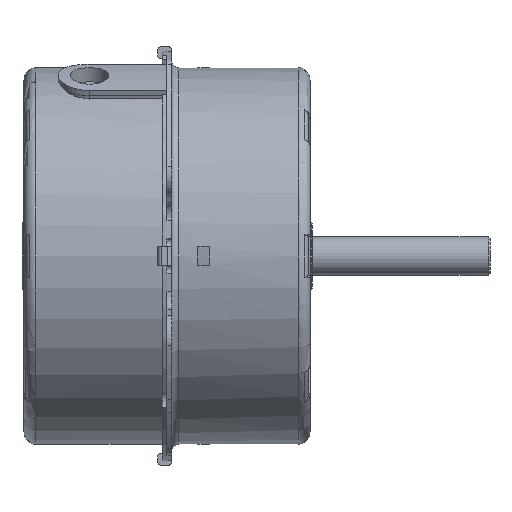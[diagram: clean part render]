
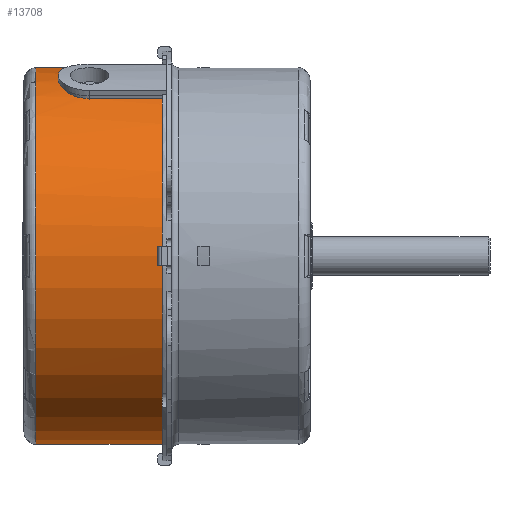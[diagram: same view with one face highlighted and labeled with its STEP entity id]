
A CAD part, front view. The second image highlights one B-rep face of the part: STEP entity #13708.
In plain terms, the highlighted cylindrical face has radius 48.7 mm (diameter 97.4 mm), a full revolution.
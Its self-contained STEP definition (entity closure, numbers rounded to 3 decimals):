
#623=CARTESIAN_POINT('',(37.481,-26.712,40.721));
#624=VERTEX_POINT('',#623);
#631=CARTESIAN_POINT('',(37.481,-29.041,39.093));
#632=VERTEX_POINT('',#631);
#633=CARTESIAN_POINT('',(37.481,0.,0.0));
#634=DIRECTION('',(-1.0,0.0,0.0));
#635=DIRECTION('',(0.0,-1.0,0.0));
#636=AXIS2_PLACEMENT_3D('',#633,#634,#635);
#637=CIRCLE('',#636,48.7);
#638=EDGE_CURVE('',#632,#624,#637,.T.);
#760=CARTESIAN_POINT('',(37.481,-11.28,47.376));
#761=VERTEX_POINT('',#760);
#769=CARTESIAN_POINT('',(37.481,-14.024,46.637));
#770=VERTEX_POINT('',#769);
#771=CARTESIAN_POINT('',(37.481,0.,0.0));
#772=DIRECTION('',(-1.0,0.0,0.0));
#773=DIRECTION('',(0.0,-1.0,0.0));
#774=AXIS2_PLACEMENT_3D('',#771,#772,#773);
#775=CIRCLE('',#774,48.7);
#776=EDGE_CURVE('',#770,#761,#775,.T.);
#9303=CARTESIAN_POINT('',(36.281,-29.041,39.093));
#9304=VERTEX_POINT('',#9303);
#9312=CARTESIAN_POINT('',(36.281,-11.28,47.376));
#9313=VERTEX_POINT('',#9312);
#9314=CARTESIAN_POINT('',(36.281,0.,0.0));
#9315=DIRECTION('',(-1.0,0.0,0.0));
#9316=DIRECTION('',(0.0,-1.0,0.0));
#9317=AXIS2_PLACEMENT_3D('',#9314,#9315,#9316);
#9318=CIRCLE('',#9317,48.7);
#9319=EDGE_CURVE('',#9313,#9304,#9318,.T.);
#10041=CARTESIAN_POINT('',(3.5,-48.7,0.0));
#10042=VERTEX_POINT('',#10041);
#10043=CARTESIAN_POINT('',(3.5,0.,0.0));
#10044=DIRECTION('',(-1.0,0.0,0.0));
#10045=DIRECTION('',(0.0,-1.0,0.0));
#10046=AXIS2_PLACEMENT_3D('',#10043,#10044,#10045);
#10047=CIRCLE('',#10046,48.7);
#10048=EDGE_CURVE('',#10042,#10042,#10047,.T.);
#13390=CARTESIAN_POINT('',(17.481,-26.712,40.721));
#13391=VERTEX_POINT('',#13390);
#13400=CARTESIAN_POINT('',(37.481,-26.712,40.721));
#13401=DIRECTION('',(-1.0,0.0,0.0));
#13402=VECTOR('',#13401,20.0);
#13403=LINE('',#13400,#13402);
#13404=EDGE_CURVE('',#624,#13391,#13403,.T.);
#13438=CARTESIAN_POINT('',(17.481,-14.024,46.637));
#13439=VERTEX_POINT('',#13438);
#13446=CARTESIAN_POINT('',(10.481,-20.582,44.137));
#13447=VERTEX_POINT('',#13446);
#13448=CARTESIAN_POINT('',(17.481,-14.024,46.637));
#13449=CARTESIAN_POINT('',(16.601,-14.024,46.637));
#13450=CARTESIAN_POINT('',(15.663,-14.195,46.587));
#13451=CARTESIAN_POINT('',(13.939,-14.883,46.372));
#13452=CARTESIAN_POINT('',(13.152,-15.399,46.205));
#13453=CARTESIAN_POINT('',(11.911,-16.578,45.796));
#13454=CARTESIAN_POINT('',(11.372,-17.32,45.524));
#13455=CARTESIAN_POINT('',(10.657,-18.922,44.882));
#13456=CARTESIAN_POINT('',(10.481,-19.784,44.509));
#13457=CARTESIAN_POINT('',(10.481,-20.582,44.137));
#13458=B_SPLINE_CURVE_WITH_KNOTS('',3,(#13448,#13449,#13450,#13451,#13452,#13453,#13454,#13455,#13456,#13457),.UNSPECIFIED.,.F.,.U.,(4,2,2,2,4),(0.,0.264,0.528,0.792,1.056),.UNSPECIFIED.);
#13459=EDGE_CURVE('',#13439,#13447,#13458,.T.);
#13461=CARTESIAN_POINT('',(10.481,-20.582,44.137));
#13462=CARTESIAN_POINT('',(10.481,-21.379,43.765));
#13463=CARTESIAN_POINT('',(10.657,-22.218,43.345));
#13464=CARTESIAN_POINT('',(11.372,-23.741,42.53));
#13465=CARTESIAN_POINT('',(11.911,-24.425,42.137));
#13466=CARTESIAN_POINT('',(13.152,-25.497,41.497));
#13467=CARTESIAN_POINT('',(13.939,-25.956,41.208));
#13468=CARTESIAN_POINT('',(15.663,-26.564,40.819));
#13469=CARTESIAN_POINT('',(16.601,-26.712,40.721));
#13470=CARTESIAN_POINT('',(17.481,-26.712,40.721));
#13471=B_SPLINE_CURVE_WITH_KNOTS('',3,(#13461,#13462,#13463,#13464,#13465,#13466,#13467,#13468,#13469,#13470),.UNSPECIFIED.,.F.,.U.,(4,2,2,2,4),(1.056,1.32,1.584,1.849,2.113),.UNSPECIFIED.);
#13472=EDGE_CURVE('',#13447,#13391,#13471,.T.);
#13504=CARTESIAN_POINT('',(17.481,-14.024,46.637));
#13505=DIRECTION('',(1.0,0.0,0.0));
#13506=VECTOR('',#13505,20.0);
#13507=LINE('',#13504,#13506);
#13508=EDGE_CURVE('',#13439,#770,#13507,.T.);
#13594=CARTESIAN_POINT('',(37.481,-11.28,47.376));
#13595=DIRECTION('',(-1.0,0.0,0.0));
#13596=VECTOR('',#13595,1.2);
#13597=LINE('',#13594,#13596);
#13598=EDGE_CURVE('',#761,#9313,#13597,.T.);
#13618=CARTESIAN_POINT('',(37.481,-29.041,39.093));
#13619=DIRECTION('',(-1.0,0.0,0.0));
#13620=VECTOR('',#13619,1.2);
#13621=LINE('',#13618,#13620);
#13622=EDGE_CURVE('',#632,#9304,#13621,.T.);
#13689=CARTESIAN_POINT('',(20.491,0.,0.0));
#13690=DIRECTION('',(-1.0,0.0,0.0));
#13691=DIRECTION('',(0.0,-1.0,0.0));
#13692=AXIS2_PLACEMENT_3D('',#13689,#13690,#13691);
#13693=CYLINDRICAL_SURFACE('',#13692,48.7);
#13694=ORIENTED_EDGE('',*,*,#13508,.T.);
#13695=ORIENTED_EDGE('',*,*,#776,.T.);
#13696=ORIENTED_EDGE('',*,*,#13598,.T.);
#13697=ORIENTED_EDGE('',*,*,#9319,.T.);
#13698=ORIENTED_EDGE('',*,*,#13622,.F.);
#13699=ORIENTED_EDGE('',*,*,#638,.T.);
#13700=ORIENTED_EDGE('',*,*,#13404,.T.);
#13701=ORIENTED_EDGE('',*,*,#13472,.F.);
#13702=ORIENTED_EDGE('',*,*,#13459,.F.);
#13703=EDGE_LOOP('',(#13694,#13695,#13696,#13697,#13698,#13699,#13700,#13701,#13702));
#13704=FACE_OUTER_BOUND('',#13703,.T.);
#13705=ORIENTED_EDGE('',*,*,#10048,.F.);
#13706=EDGE_LOOP('',(#13705));
#13707=FACE_BOUND('',#13706,.T.);
#13708=ADVANCED_FACE('',(#13704,#13707),#13693,.T.);
